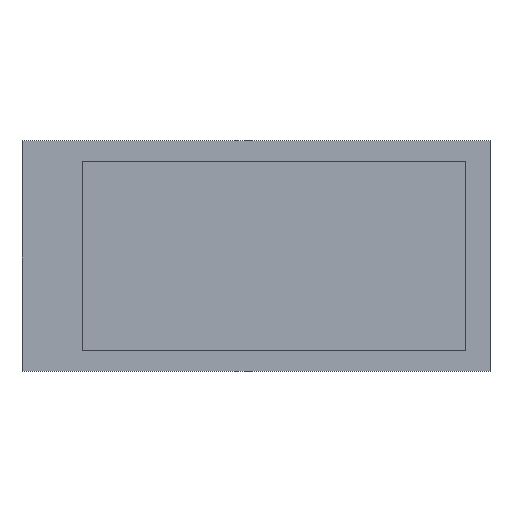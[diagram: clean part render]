
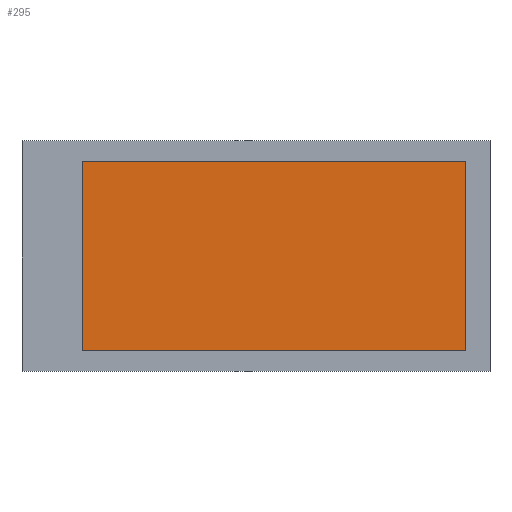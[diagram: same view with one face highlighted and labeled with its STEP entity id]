
A CAD part, top view. The second image highlights one B-rep face of the part: STEP entity #295.
In plain terms, the highlighted planar face has unit normal (0, 0, 1).
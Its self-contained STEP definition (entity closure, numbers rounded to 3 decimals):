
#204 = VERTEX_POINT('',#205);
#205 = CARTESIAN_POINT('',(7.6,2.7,0.85));
#211 = EDGE_CURVE('',#204,#212,#214,.T.);
#212 = VERTEX_POINT('',#213);
#213 = CARTESIAN_POINT('',(7.6,26.5,0.85));
#214 = LINE('',#215,#216);
#215 = CARTESIAN_POINT('',(7.6,2.7,0.85));
#216 = VECTOR('',#217,1.);
#217 = DIRECTION('',(0.,1.,0.));
#235 = VERTEX_POINT('',#236);
#236 = CARTESIAN_POINT('',(56.15,2.7,0.85));
#242 = EDGE_CURVE('',#235,#204,#243,.T.);
#243 = LINE('',#244,#245);
#244 = CARTESIAN_POINT('',(56.15,2.7,0.85));
#245 = VECTOR('',#246,1.);
#246 = DIRECTION('',(-1.,0.,0.));
#259 = VERTEX_POINT('',#260);
#260 = CARTESIAN_POINT('',(56.15,26.5,0.85));
#266 = EDGE_CURVE('',#259,#235,#267,.T.);
#267 = LINE('',#268,#269);
#268 = CARTESIAN_POINT('',(56.15,26.5,0.85));
#269 = VECTOR('',#270,1.);
#270 = DIRECTION('',(0.,-1.,0.));
#283 = EDGE_CURVE('',#212,#259,#284,.T.);
#284 = LINE('',#285,#286);
#285 = CARTESIAN_POINT('',(7.6,26.5,0.85));
#286 = VECTOR('',#287,1.);
#287 = DIRECTION('',(1.,0.,0.));
#295 = ADVANCED_FACE('',(#296),#302,.T.);
#296 = FACE_BOUND('',#297,.F.);
#297 = EDGE_LOOP('',(#298,#299,#300,#301));
#298 = ORIENTED_EDGE('',*,*,#283,.T.);
#299 = ORIENTED_EDGE('',*,*,#266,.T.);
#300 = ORIENTED_EDGE('',*,*,#242,.T.);
#301 = ORIENTED_EDGE('',*,*,#211,.T.);
#302 = PLANE('',#303);
#303 = AXIS2_PLACEMENT_3D('',#304,#305,#306);
#304 = CARTESIAN_POINT('',(31.875,14.6,0.85));
#305 = DIRECTION('',(0.,0.,1.));
#306 = DIRECTION('',(1.,0.,0.));
